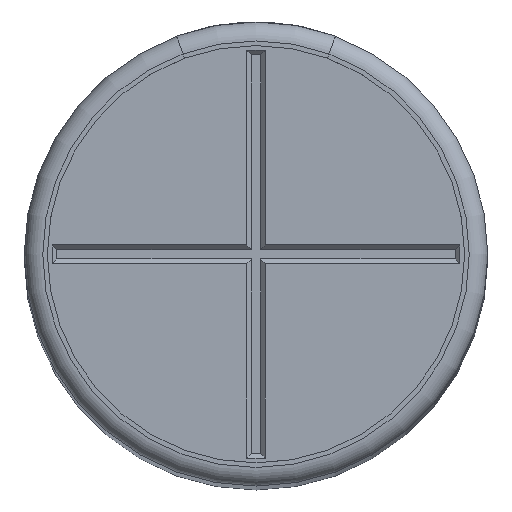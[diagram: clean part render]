
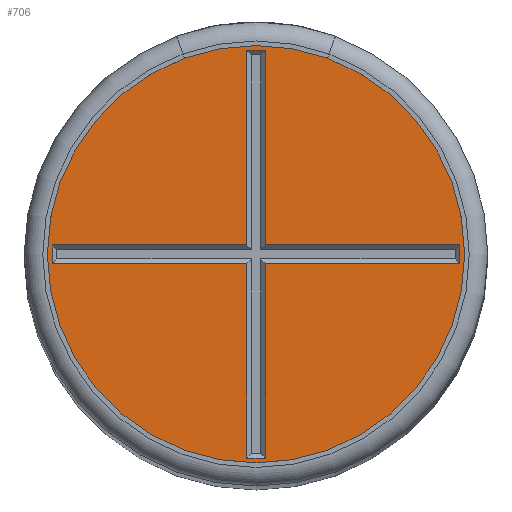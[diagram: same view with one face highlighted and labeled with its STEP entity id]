
A CAD part, top view. The second image highlights one B-rep face of the part: STEP entity #706.
In plain terms, the highlighted planar face has unit normal (0, 0, 1).
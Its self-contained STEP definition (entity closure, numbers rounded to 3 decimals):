
#706=ADVANCED_FACE('',(#1492,#1494),#1496,.T.);
#1492=FACE_BOUND('',#1493,.T.);
#1493=EDGE_LOOP('',(#2067));
#1494=FACE_BOUND('',#1495,.T.);
#1495=EDGE_LOOP('',(#2068,#2069,#2070,#2071,#2072,#2073,#2074,#2075,#2076,#2077,
#2078,#2079));
#1496=PLANE('',#1497);
#1497=AXIS2_PLACEMENT_3D('',#1498,#1499,#1500);
#1498=CARTESIAN_POINT('',(0.,0.,49.9));
#1499=DIRECTION('',(0.,0.,1.));
#1500=DIRECTION('',(1.,0.,0.));
#2067=ORIENTED_EDGE('',*,*,#2365,.T.);
#2068=ORIENTED_EDGE('',*,*,#2384,.T.);
#2069=ORIENTED_EDGE('',*,*,#2385,.T.);
#2070=ORIENTED_EDGE('',*,*,#2386,.T.);
#2071=ORIENTED_EDGE('',*,*,#2387,.T.);
#2072=ORIENTED_EDGE('',*,*,#2388,.T.);
#2073=ORIENTED_EDGE('',*,*,#2389,.T.);
#2074=ORIENTED_EDGE('',*,*,#2390,.T.);
#2075=ORIENTED_EDGE('',*,*,#2391,.T.);
#2076=ORIENTED_EDGE('',*,*,#2392,.T.);
#2077=ORIENTED_EDGE('',*,*,#2393,.T.);
#2078=ORIENTED_EDGE('',*,*,#2394,.T.);
#2079=ORIENTED_EDGE('',*,*,#2395,.T.);
#2365=EDGE_CURVE('',#2732,#2732,#2733,.T.);
#2384=EDGE_CURVE('',#2766,#2767,#2768,.F.);
#2385=EDGE_CURVE('',#2767,#2769,#2770,.F.);
#2386=EDGE_CURVE('',#2769,#2771,#2772,.F.);
#2387=EDGE_CURVE('',#2771,#2773,#2774,.F.);
#2388=EDGE_CURVE('',#2773,#2775,#2776,.F.);
#2389=EDGE_CURVE('',#2775,#2777,#2778,.F.);
#2390=EDGE_CURVE('',#2777,#2779,#2780,.F.);
#2391=EDGE_CURVE('',#2779,#2781,#2782,.F.);
#2392=EDGE_CURVE('',#2781,#2783,#2784,.F.);
#2393=EDGE_CURVE('',#2783,#2785,#2786,.F.);
#2394=EDGE_CURVE('',#2785,#2787,#2788,.F.);
#2395=EDGE_CURVE('',#2787,#2766,#2789,.F.);
#2732=VERTEX_POINT('',#3579);
#2733=CIRCLE('',#3580,4.5);
#2766=VERTEX_POINT('',#3660);
#2767=VERTEX_POINT('',#3661);
#2768=LINE('',#3662,#3663);
#2769=VERTEX_POINT('',#3665);
#2770=LINE('',#3666,#3667);
#2771=VERTEX_POINT('',#3669);
#2772=LINE('',#3670,#3671);
#2773=VERTEX_POINT('',#3673);
#2774=LINE('',#3674,#3675);
#2775=VERTEX_POINT('',#3677);
#2776=LINE('',#3678,#3679);
#2777=VERTEX_POINT('',#3681);
#2778=LINE('',#3682,#3683);
#2779=VERTEX_POINT('',#3685);
#2780=LINE('',#3686,#3687);
#2781=VERTEX_POINT('',#3689);
#2782=LINE('',#3690,#3691);
#2783=VERTEX_POINT('',#3693);
#2784=LINE('',#3694,#3695);
#2785=VERTEX_POINT('',#3697);
#2786=LINE('',#3698,#3699);
#2787=VERTEX_POINT('',#3701);
#2788=LINE('',#3702,#3703);
#2789=LINE('',#3705,#3706);
#3579=CARTESIAN_POINT('',(4.5,0.,49.9));
#3580=AXIS2_PLACEMENT_3D('',#3581,#3582,#3583);
#3581=CARTESIAN_POINT('',(0.,0.,49.9));
#3582=DIRECTION('',(0.,0.,1.));
#3583=DIRECTION('',(1.,0.,0.));
#3660=CARTESIAN_POINT('',(-0.2,-0.2,49.9));
#3661=CARTESIAN_POINT('',(-4.4,-0.2,49.9));
#3662=CARTESIAN_POINT('',(-4.4,-0.2,49.9));
#3663=VECTOR('',#3664,1.);
#3664=DIRECTION('',(1.,0.,0.));
#3665=CARTESIAN_POINT('',(-4.4,0.2,49.9));
#3666=CARTESIAN_POINT('',(-4.4,0.2,49.9));
#3667=VECTOR('',#3668,1.);
#3668=DIRECTION('',(0.,-1.,0.));
#3669=CARTESIAN_POINT('',(-0.2,0.2,49.9));
#3670=CARTESIAN_POINT('',(-0.2,0.2,49.9));
#3671=VECTOR('',#3672,1.);
#3672=DIRECTION('',(-1.,0.,0.));
#3673=CARTESIAN_POINT('',(-0.2,4.4,49.9));
#3674=CARTESIAN_POINT('',(-0.2,4.4,49.9));
#3675=VECTOR('',#3676,1.);
#3676=DIRECTION('',(0.,-1.,0.));
#3677=CARTESIAN_POINT('',(0.2,4.4,49.9));
#3678=CARTESIAN_POINT('',(0.2,4.4,49.9));
#3679=VECTOR('',#3680,1.);
#3680=DIRECTION('',(-1.,0.,0.));
#3681=CARTESIAN_POINT('',(0.2,0.2,49.9));
#3682=CARTESIAN_POINT('',(0.2,0.2,49.9));
#3683=VECTOR('',#3684,1.);
#3684=DIRECTION('',(0.,1.,0.));
#3685=CARTESIAN_POINT('',(4.4,0.2,49.9));
#3686=CARTESIAN_POINT('',(4.4,0.2,49.9));
#3687=VECTOR('',#3688,1.);
#3688=DIRECTION('',(-1.,0.,0.));
#3689=CARTESIAN_POINT('',(4.4,-0.2,49.9));
#3690=CARTESIAN_POINT('',(4.4,-0.2,49.9));
#3691=VECTOR('',#3692,1.);
#3692=DIRECTION('',(0.,1.,0.));
#3693=CARTESIAN_POINT('',(0.2,-0.2,49.9));
#3694=CARTESIAN_POINT('',(0.2,-0.2,49.9));
#3695=VECTOR('',#3696,1.);
#3696=DIRECTION('',(1.,0.,0.));
#3697=CARTESIAN_POINT('',(0.2,-4.4,49.9));
#3698=CARTESIAN_POINT('',(0.2,-4.4,49.9));
#3699=VECTOR('',#3700,1.);
#3700=DIRECTION('',(0.,1.,0.));
#3701=CARTESIAN_POINT('',(-0.2,-4.4,49.9));
#3702=CARTESIAN_POINT('',(-0.2,-4.4,49.9));
#3703=VECTOR('',#3704,1.);
#3704=DIRECTION('',(1.,0.,0.));
#3705=CARTESIAN_POINT('',(-0.2,-0.2,49.9));
#3706=VECTOR('',#3707,1.);
#3707=DIRECTION('',(0.,-1.,0.));
